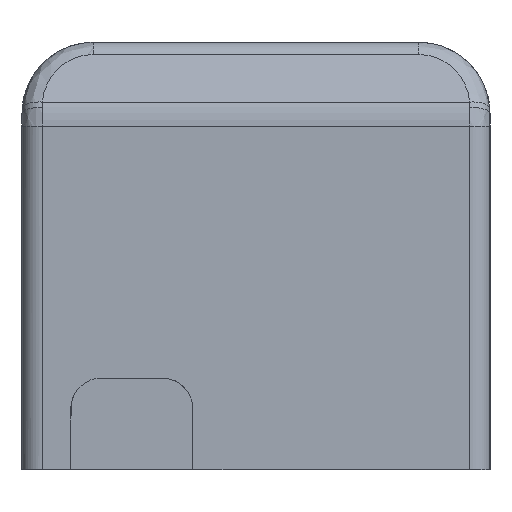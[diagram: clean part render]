
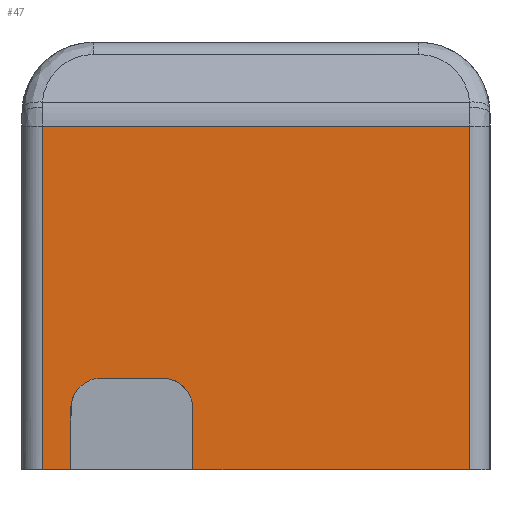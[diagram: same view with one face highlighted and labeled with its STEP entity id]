
A CAD part, left-side view. The second image highlights one B-rep face of the part: STEP entity #47.
In plain terms, the highlighted planar face has unit normal (-1, 0, 0).
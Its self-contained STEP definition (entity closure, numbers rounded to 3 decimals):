
#47=ADVANCED_FACE('',(#91),#673,.T.);
#91=FACE_OUTER_BOUND('',#135,.T.);
#135=EDGE_LOOP('',(#289,#290,#291,#292,#293,#294,#295));
#289=ORIENTED_EDGE('',*,*,#460,.T.);
#290=ORIENTED_EDGE('',*,*,#462,.T.);
#291=ORIENTED_EDGE('',*,*,#404,.T.);
#292=ORIENTED_EDGE('',*,*,#396,.F.);
#293=ORIENTED_EDGE('',*,*,#384,.F.);
#294=ORIENTED_EDGE('',*,*,#361,.T.);
#295=ORIENTED_EDGE('',*,*,#461,.T.);
#361=EDGE_CURVE('',#575,#633,#513,.T.);
#384=EDGE_CURVE('',#575,#595,#533,.T.);
#396=EDGE_CURVE('',#595,#601,#539,.T.);
#404=EDGE_CURVE('',#576,#601,#541,.T.);
#460=EDGE_CURVE('',#634,#632,#568,.T.);
#461=EDGE_CURVE('',#633,#634,#509,.T.);
#462=EDGE_CURVE('',#632,#576,#569,.T.);
#509=(
BOUNDED_CURVE()
B_SPLINE_CURVE(2,(#1575,#1576,#1577,#1578,#1579,#1580,#1581,#1582,#1583),
 .UNSPECIFIED.,.F.,.F.)
B_SPLINE_CURVE_WITH_KNOTS((3,2,2,2,3),(18.142,21.142,
22.712,25.712,27.283),.UNSPECIFIED.)
CURVE()
GEOMETRIC_REPRESENTATION_ITEM()
RATIONAL_B_SPLINE_CURVE((1.,1.,1.,0.707,1.,1.,1.,0.707,
1.))
REPRESENTATION_ITEM('')
);
#513=B_SPLINE_CURVE_WITH_KNOTS('',1,(#1237,#1238),.UNSPECIFIED.,.F.,.F.,
(2,2),(0.,1.4),.UNSPECIFIED.);
#533=B_SPLINE_CURVE_WITH_KNOTS('',1,(#1334,#1335),.UNSPECIFIED.,.F.,.F.,
(2,2),(1.763,18.647),.UNSPECIFIED.);
#539=B_SPLINE_CURVE_WITH_KNOTS('',1,(#1385,#1386),.UNSPECIFIED.,.F.,.F.,
(2,2),(0.,21.),.UNSPECIFIED.);
#541=B_SPLINE_CURVE_WITH_KNOTS('',1,(#1412,#1413),.UNSPECIFIED.,.F.,.F.,
(2,2),(0.,16.884),.UNSPECIFIED.);
#568=B_SPLINE_CURVE_WITH_KNOTS('',1,(#1573,#1574),.UNSPECIFIED.,.F.,.F.,
(2,2),(13.884,16.884),.UNSPECIFIED.);
#569=B_SPLINE_CURVE_WITH_KNOTS('',1,(#1584,#1585),.UNSPECIFIED.,.F.,.F.,
(2,2),(7.4,21.),.UNSPECIFIED.);
#575=VERTEX_POINT('',#1173);
#576=VERTEX_POINT('',#1174);
#595=VERTEX_POINT('',#1193);
#601=VERTEX_POINT('',#1199);
#632=VERTEX_POINT('',#1230);
#633=VERTEX_POINT('',#1231);
#634=VERTEX_POINT('',#1232);
#673=PLANE('',#709);
#709=AXIS2_PLACEMENT_3D('',#1115,#728,$);
#728=DIRECTION('',(-1.,0.,0.));
#1115=CARTESIAN_POINT('',(-31.,10.5,-10.5));
#1173=CARTESIAN_POINT('',(-31.,10.5,-10.5));
#1174=CARTESIAN_POINT('',(-31.,-10.5,-10.5));
#1193=CARTESIAN_POINT('',(-31.,10.5,6.384));
#1199=CARTESIAN_POINT('',(-31.,-10.5,6.384));
#1230=CARTESIAN_POINT('',(-31.,3.1,-10.5));
#1231=CARTESIAN_POINT('',(-31.,9.1,-10.5));
#1232=CARTESIAN_POINT('',(-31.,3.1,-7.5));
#1237=CARTESIAN_POINT('',(-31.,10.5,-10.5));
#1238=CARTESIAN_POINT('',(-31.,9.1,-10.5));
#1334=CARTESIAN_POINT('',(-31.,10.5,-10.5));
#1335=CARTESIAN_POINT('',(-31.,10.5,6.384));
#1385=CARTESIAN_POINT('',(-31.,10.5,6.384));
#1386=CARTESIAN_POINT('',(-31.,-10.5,6.384));
#1412=CARTESIAN_POINT('',(-31.,-10.5,-10.5));
#1413=CARTESIAN_POINT('',(-31.,-10.5,6.384));
#1573=CARTESIAN_POINT('',(-31.,3.1,-7.5));
#1574=CARTESIAN_POINT('',(-31.,3.1,-10.5));
#1575=CARTESIAN_POINT('',(-31.,9.1,-10.5));
#1576=CARTESIAN_POINT('',(-31.,9.1,-9.));
#1577=CARTESIAN_POINT('',(-31.,9.1,-7.5));
#1578=CARTESIAN_POINT('',(-31.,9.1,-6.));
#1579=CARTESIAN_POINT('',(-31.,7.6,-6.));
#1580=CARTESIAN_POINT('',(-31.,6.1,-6.));
#1581=CARTESIAN_POINT('',(-31.,4.6,-6.));
#1582=CARTESIAN_POINT('',(-31.,3.1,-6.));
#1583=CARTESIAN_POINT('',(-31.,3.1,-7.5));
#1584=CARTESIAN_POINT('',(-31.,3.1,-10.5));
#1585=CARTESIAN_POINT('',(-31.,-10.5,-10.5));
